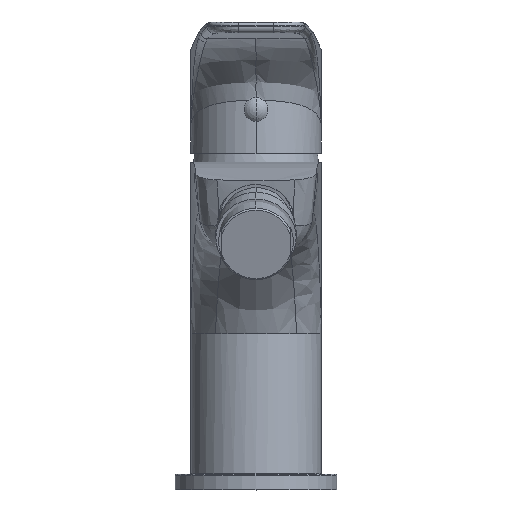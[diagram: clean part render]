
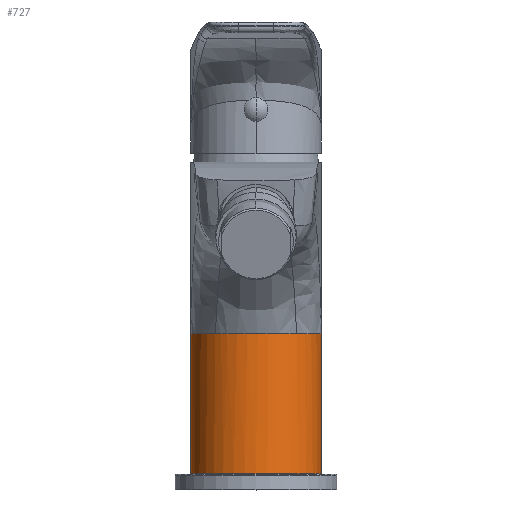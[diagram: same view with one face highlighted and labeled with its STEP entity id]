
A CAD part, top view. The second image highlights one B-rep face of the part: STEP entity #727.
In plain terms, the highlighted cylindrical face has radius 21 mm (diameter 42 mm), a partial arc.
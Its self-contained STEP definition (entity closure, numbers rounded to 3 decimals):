
#37=CARTESIAN_POINT('',(0.,130.,0.));
#38=DIRECTION('',(0.,1.,0.));
#39=DIRECTION('',(-1.,0.,0.));
#40=AXIS2_PLACEMENT_3D('',#37,#38,#39);
#47=CARTESIAN_POINT('',(0.,130.,0.));
#48=DIRECTION('',(0.,1.,0.));
#49=DIRECTION('',(1.,0.,0.017));
#50=AXIS2_PLACEMENT_3D('',#47,#48,#49);
#86=CARTESIAN_POINT('',(0.,75.,0.));
#87=DIRECTION('',(0.,1.,0.));
#88=DIRECTION('',(0.622,0.,0.783));
#89=AXIS2_PLACEMENT_3D('',#86,#87,#88);
#91=CARTESIAN_POINT('',(0.,75.,0.));
#92=DIRECTION('',(0.,1.,0.));
#93=DIRECTION('',(0.999,0.,0.05));
#94=AXIS2_PLACEMENT_3D('',#91,#92,#93);
#96=DIRECTION('',(0.,1.,0.));
#97=VECTOR('',#96,55.);
#98=CARTESIAN_POINT('',(20.997,75.,0.367));
#99=LINE('',#98,#97);
#100=CARTESIAN_POINT('',(0.,30.,0.));
#101=DIRECTION('',(0.,-1.,0.));
#102=DIRECTION('',(1.,0.,0.));
#103=AXIS2_PLACEMENT_3D('',#100,#101,#102);
#105=DIRECTION('',(0.,1.,0.));
#106=VECTOR('',#105,100.);
#107=CARTESIAN_POINT('',(-21.,30.,0.));
#108=LINE('',#107,#106);
#109=DIRECTION('',(0.,1.,0.));
#110=VECTOR('',#109,55.);
#111=CARTESIAN_POINT('',(-20.997,75.,0.367));
#112=LINE('',#111,#110);
#113=CARTESIAN_POINT('',(0.,75.,0.));
#114=DIRECTION('',(0.,1.,0.));
#115=DIRECTION('',(-1.,0.,0.017));
#116=AXIS2_PLACEMENT_3D('',#113,#114,#115);
#118=CARTESIAN_POINT('',(0.,75.,0.));
#119=DIRECTION('',(0.,1.,0.));
#120=DIRECTION('',(-0.999,0.,0.05));
#121=AXIS2_PLACEMENT_3D('',#118,#119,#120);
#123=CARTESIAN_POINT('',(13.052,75.,16.451));
#124=CARTESIAN_POINT('',(12.133,75.,17.181));
#125=CARTESIAN_POINT('',(10.171,75.,18.485));
#126=CARTESIAN_POINT('',(6.943,75.,19.923));
#127=CARTESIAN_POINT('',(3.521,75.001,20.803));
#128=CARTESIAN_POINT('',(0.,75.,21.099));
#129=CARTESIAN_POINT('',(-3.521,75.001,20.803));
#130=CARTESIAN_POINT('',(-6.943,75.,19.923));
#131=CARTESIAN_POINT('',(-10.171,75.,18.485));
#132=CARTESIAN_POINT('',(-12.133,75.,17.181));
#133=CARTESIAN_POINT('',(-13.052,75.,16.451));
#503=DIRECTION('',(0.,1.,0.));
#504=VECTOR('',#503,100.);
#505=CARTESIAN_POINT('',(21.,30.,0.));
#506=LINE('',#505,#504);
#507=CARTESIAN_POINT('',(21.,30.,0.));
#508=CARTESIAN_POINT('',(-21.,30.,0.));
#509=VERTEX_POINT('',#507);
#510=VERTEX_POINT('',#508);
#511=CARTESIAN_POINT('',(21.,130.,0.));
#512=CARTESIAN_POINT('',(-21.,130.,0.));
#513=VERTEX_POINT('',#511);
#514=VERTEX_POINT('',#512);
#531=CARTESIAN_POINT('',(13.052,75.,16.451));
#532=CARTESIAN_POINT('',(20.973,75.,1.055));
#533=VERTEX_POINT('',#531);
#534=VERTEX_POINT('',#532);
#535=CARTESIAN_POINT('',(20.997,75.,0.367));
#536=VERTEX_POINT('',#535);
#537=VERTEX_POINT('',#133);
#538=CARTESIAN_POINT('',(-20.997,75.,0.367));
#539=CARTESIAN_POINT('',(-20.973,75.,1.055));
#540=VERTEX_POINT('',#538);
#541=VERTEX_POINT('',#539);
#542=CARTESIAN_POINT('',(20.997,130.,0.367));
#543=VERTEX_POINT('',#542);
#544=CARTESIAN_POINT('',(-20.997,130.,0.367));
#545=VERTEX_POINT('',#544);
#699=CARTESIAN_POINT('',(0.,30.,0.));
#700=DIRECTION('',(0.,1.,0.));
#701=DIRECTION('',(1.,0.,0.));
#702=AXIS2_PLACEMENT_3D('',#699,#700,#701);
#703=CYLINDRICAL_SURFACE('',#702,21.);
#705=ORIENTED_EDGE('',*,*,#704,.T.);
#707=ORIENTED_EDGE('',*,*,#706,.T.);
#708=ORIENTED_EDGE('',*,*,#689,.T.);
#709=ORIENTED_EDGE('',*,*,#581,.T.);
#711=ORIENTED_EDGE('',*,*,#710,.F.);
#713=ORIENTED_EDGE('',*,*,#712,.T.);
#715=ORIENTED_EDGE('',*,*,#714,.T.);
#716=ORIENTED_EDGE('',*,*,#577,.T.);
#718=ORIENTED_EDGE('',*,*,#717,.F.);
#720=ORIENTED_EDGE('',*,*,#719,.T.);
#722=ORIENTED_EDGE('',*,*,#721,.T.);
#724=ORIENTED_EDGE('',*,*,#723,.F.);
#725=EDGE_LOOP('',(#705,#707,#708,#709,#711,#713,#715,#716,#718,#720,#722,
#724));
#726=FACE_OUTER_BOUND('',#725,.F.);
#727=ADVANCED_FACE('',(#726),#703,.T.);
#41=CIRCLE('',#40,21.);
#51=CIRCLE('',#50,21.);
#90=CIRCLE('',#89,21.);
#95=CIRCLE('',#94,21.);
#104=CIRCLE('',#103,21.);
#117=CIRCLE('',#116,21.);
#122=CIRCLE('',#121,21.);
#134=B_SPLINE_CURVE_WITH_KNOTS('',3,(#123,#124,#125,#126,#127,#128,#129,#130,
#131,#132,#133),.UNSPECIFIED.,.F.,.F.,(4,1,1,1,1,1,1,1,4),(0.,0.125,0.25,
0.375,0.5,0.625,0.75,0.875,1.),.UNSPECIFIED.);
#577=EDGE_CURVE('',#514,#545,#41,.T.);
#581=EDGE_CURVE('',#543,#513,#51,.T.);
#689=EDGE_CURVE('',#536,#543,#99,.T.);
#704=EDGE_CURVE('',#533,#534,#90,.T.);
#706=EDGE_CURVE('',#534,#536,#95,.T.);
#710=EDGE_CURVE('',#509,#513,#506,.T.);
#712=EDGE_CURVE('',#509,#510,#104,.T.);
#714=EDGE_CURVE('',#510,#514,#108,.T.);
#717=EDGE_CURVE('',#540,#545,#112,.T.);
#719=EDGE_CURVE('',#540,#541,#117,.T.);
#721=EDGE_CURVE('',#541,#537,#122,.T.);
#723=EDGE_CURVE('',#533,#537,#134,.T.);
